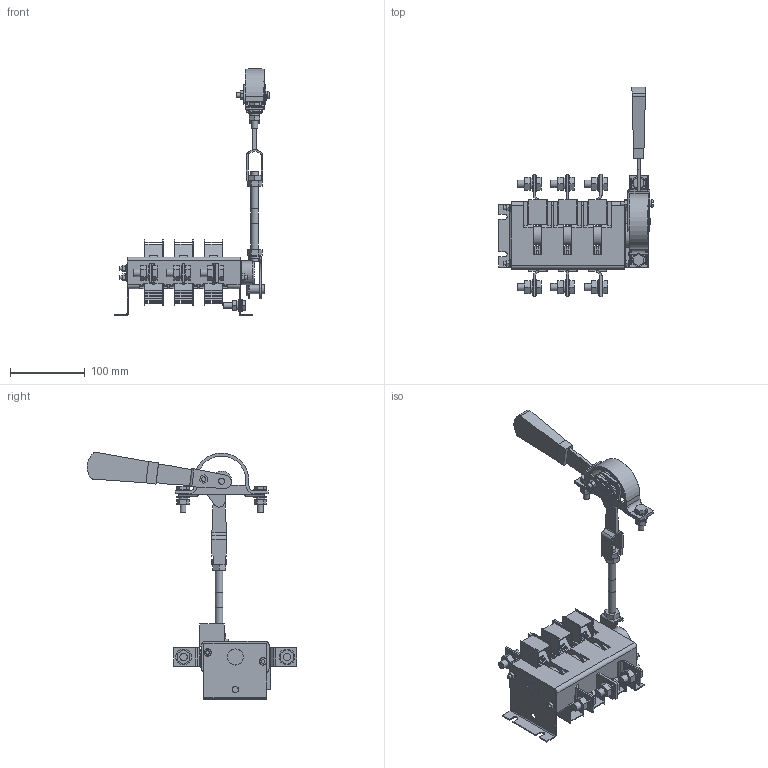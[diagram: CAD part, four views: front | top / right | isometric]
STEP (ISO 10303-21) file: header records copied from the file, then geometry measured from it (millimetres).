
FILE_DESCRIPTION (( 'STEP AP214' ), '1' );
FILE_NAME ('SRK01-121-250 Âûêëþ÷àòåëü-ðàçúåäèíèòåëü ÂÐ32È-35A31240 250À IEK.STEP', '2018-05-08T12:30:32', ( '' ), ( '' ), 'SwSTEP 2.0', 'SolidWorks 2014', '' );
FILE_SCHEMA (( 'AUTOMOTIVE_DESIGN' ));
Length unit declared in the file: millimetre
Products named in the file (1): SRK01-121-250 Âûêëþ÷àòåëü-ðàçúåäèíèòåëü ÂÐ32È-35A31240 250À IEK
Bounding box: 206.5 x 279.65 x 330.14 mm (x, y, z)
Volume: 686495.2 mm3; surface area: 284306.8 mm2
Topology: 32 solids, 33 shells, 1765 faces, 4860 edges, 3220 vertices
Faces by surface type: plane 1188, cylinder 572, torus 3, bspline 1, cone 1
Full cylindrical faces by diameter (mm): 5 x8, 5.2 x4, 6 x2, 6.2 x1, 7 x1, 7.2 x1, 8 x12, 8.2 x7, 8.5 x2, 9.2 x4, 9.998 x2, 10 x21, 10.3 x12, 11 x6, 11.364 x1, 12 x4, 12.4 x1, 12.5 x3, 15 x2, 17 x7, 18 x1, 21 x12, 21.3 x2, 21.5 x2, 22.3 x1, 32 x1
Entity records: 55879 total; most frequent: CARTESIAN_POINT 10139, ORIENTED_EDGE 9374, DIRECTION 9304, EDGE_CURVE 4687, VECTOR 3376, LINE 3376, VERTEX_POINT 3169, AXIS2_PLACEMENT_3D 2964
